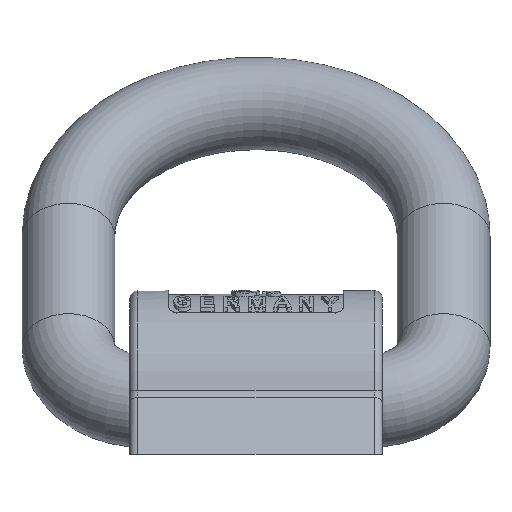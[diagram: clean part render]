
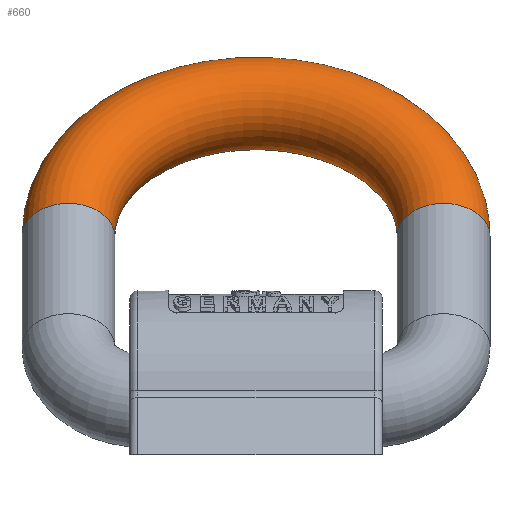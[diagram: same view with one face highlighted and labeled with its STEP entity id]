
A CAD part, front view. The second image highlights one B-rep face of the part: STEP entity #660.
In plain terms, the highlighted toroidal (fillet/blend) face has major radius 44.5 mm and minor radius 11 mm.
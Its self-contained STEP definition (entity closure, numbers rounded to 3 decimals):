
#52=TOROIDAL_SURFACE('',#4153,44.5,11.);
#660=ADVANCED_FACE('',(#742,#743),#52,.T.);
#742=FACE_BOUND('',#976,.T.);
#743=FACE_BOUND('',#977,.T.);
#976=EDGE_LOOP('',(#2758));
#977=EDGE_LOOP('',(#2759));
#1098=CIRCLE('',#4151,11.);
#1099=CIRCLE('',#4152,11.);
#2758=ORIENTED_EDGE('',*,*,#3672,.F.);
#2759=ORIENTED_EDGE('',*,*,#3673,.T.);
#3126=VERTEX_POINT('',#8234);
#3127=VERTEX_POINT('',#8236);
#3672=EDGE_CURVE('',#3126,#3126,#1098,.T.);
#3673=EDGE_CURVE('',#3127,#3127,#1099,.T.);
#4151=AXIS2_PLACEMENT_3D('',#8233,#5147,#5148);
#4152=AXIS2_PLACEMENT_3D('',#8235,#5149,#5150);
#4153=AXIS2_PLACEMENT_3D('',#8237,#5151,#5152);
#5147=DIRECTION('',(0.,-0.707,-0.707));
#5148=DIRECTION('',(0.,-0.707,0.707));
#5149=DIRECTION('',(0.,0.707,0.707));
#5150=DIRECTION('',(0.,-0.707,0.707));
#5151=DIRECTION('',(0.,0.707,-0.707));
#5152=DIRECTION('',(-1.,0.,0.));
#8233=CARTESIAN_POINT('',(-44.5,40.305,40.305));
#8234=CARTESIAN_POINT('',(-44.5,32.527,48.083));
#8235=CARTESIAN_POINT('',(44.5,40.305,40.305));
#8236=CARTESIAN_POINT('',(44.5,32.527,48.083));
#8237=CARTESIAN_POINT('',(0.,40.305,40.305));
